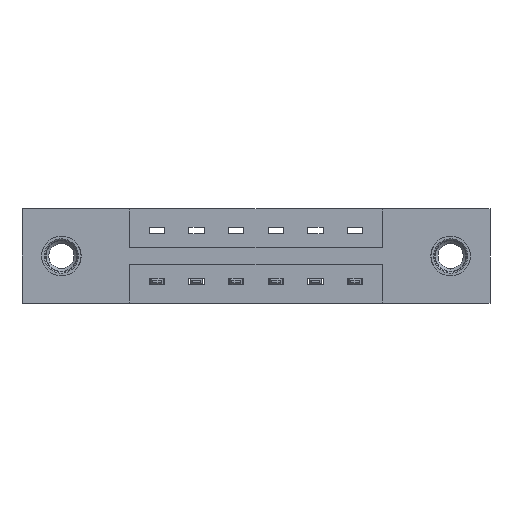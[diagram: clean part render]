
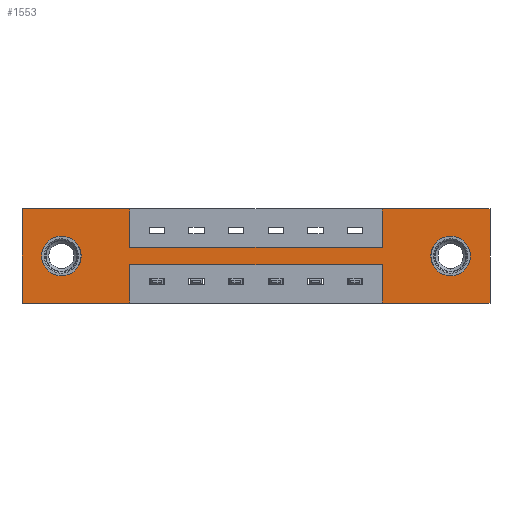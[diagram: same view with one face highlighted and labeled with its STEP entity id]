
A CAD part, front view. The second image highlights one B-rep face of the part: STEP entity #1553.
In plain terms, the highlighted planar face has unit normal (0, -1, 0).
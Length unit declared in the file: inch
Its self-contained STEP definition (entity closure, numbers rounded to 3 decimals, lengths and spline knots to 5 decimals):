
#119 = CARTESIAN_POINT ( 'NONE',  ( 0.425, 0., -0.22 ) ) ;
#193 = CARTESIAN_POINT ( 'NONE',  ( 1.687, 0., -0.263 ) ) ;
#278 = DIRECTION ( 'NONE',  ( 0., 0., -1. ) ) ;
#437 = VERTEX_POINT ( 'NONE', #7471 ) ;
#446 = VERTEX_POINT ( 'NONE', #7451 ) ;
#502 = EDGE_CURVE ( 'NONE', #5460, #5676, #2763, .T. ) ;
#516 = FACE_BOUND ( 'NONE', #2867, .T. ) ;
#557 = ORIENTED_EDGE ( 'NONE', *, *, #3486, .T. ) ;
#590 = EDGE_CURVE ( 'NONE', #4775, #5242, #8209, .T. ) ;
#606 = DIRECTION ( 'NONE',  ( 0., 0., -1. ) ) ;
#619 = CARTESIAN_POINT ( 'NONE',  ( 0.155, 0., -0.185 ) ) ;
#637 = CARTESIAN_POINT ( 'NONE',  ( 0., 0., 0. ) ) ;
#674 = DIRECTION ( 'NONE',  ( 0., 0., 1. ) ) ;
#742 = LINE ( 'NONE', #2463, #3208 ) ;
#749 = CARTESIAN_POINT ( 'NONE',  ( 1.417, 0., -0.22 ) ) ;
#892 = CARTESIAN_POINT ( 'NONE',  ( 0., 0., 0. ) ) ;
#1001 = DIRECTION ( 'NONE',  ( 0., 0., -1. ) ) ;
#1069 = ORIENTED_EDGE ( 'NONE', *, *, #1275, .F. ) ;
#1223 = CARTESIAN_POINT ( 'NONE',  ( 0., 0., -0.37 ) ) ;
#1241 = VERTEX_POINT ( 'NONE', #5410 ) ;
#1273 = LINE ( 'NONE', #4581, #9289 ) ;
#1275 = EDGE_CURVE ( 'NONE', #4147, #4265, #6801, .T. ) ;
#1278 = CIRCLE ( 'NONE', #8243, 0.078 ) ;
#1384 = CARTESIAN_POINT ( 'NONE',  ( 0.425, 0., -0.22 ) ) ;
#1393 = ORIENTED_EDGE ( 'NONE', *, *, #6116, .F. ) ;
#1396 = CARTESIAN_POINT ( 'NONE',  ( 1.417, 0., -0.37 ) ) ;
#1452 = DIRECTION ( 'NONE',  ( 0., 0., 1. ) ) ;
#1510 = AXIS2_PLACEMENT_3D ( 'NONE', #9957, #5534, #674 ) ;
#1519 = ORIENTED_EDGE ( 'NONE', *, *, #9278, .F. ) ;
#1539 = ORIENTED_EDGE ( 'NONE', *, *, #4364, .F. ) ;
#1553 = ADVANCED_FACE ( 'NONE', ( #6672, #516, #2494 ), #8260, .T. ) ;
#1714 = CIRCLE ( 'NONE', #6981, 0.078 ) ;
#1979 = ORIENTED_EDGE ( 'NONE', *, *, #6959, .T. ) ;
#1997 = CARTESIAN_POINT ( 'NONE',  ( 0.155, 0., -0.107 ) ) ;
#2001 = VERTEX_POINT ( 'NONE', #7384 ) ;
#2068 = CARTESIAN_POINT ( 'NONE',  ( 0., 0., -0.37 ) ) ;
#2392 = CARTESIAN_POINT ( 'NONE',  ( 1.842, 0., 0. ) ) ;
#2399 = EDGE_CURVE ( 'NONE', #4265, #8453, #7037, .T. ) ;
#2452 = VERTEX_POINT ( 'NONE', #4702 ) ;
#2457 = ORIENTED_EDGE ( 'NONE', *, *, #6296, .F. ) ;
#2463 = CARTESIAN_POINT ( 'NONE',  ( 1.417, 0., 0. ) ) ;
#2494 = FACE_OUTER_BOUND ( 'NONE', #3402, .T. ) ;
#2570 = ORIENTED_EDGE ( 'NONE', *, *, #502, .F. ) ;
#2574 = DIRECTION ( 'NONE',  ( 0., 0., 1. ) ) ;
#2649 = ORIENTED_EDGE ( 'NONE', *, *, #590, .F. ) ;
#2732 = LINE ( 'NONE', #2068, #6911 ) ;
#2763 = LINE ( 'NONE', #1223, #8892 ) ;
#2804 = ORIENTED_EDGE ( 'NONE', *, *, #9688, .T. ) ;
#2867 = EDGE_LOOP ( 'NONE', ( #3797, #1979 ) ) ;
#2897 = DIRECTION ( 'NONE',  ( -1., 0., 0. ) ) ;
#3066 = DIRECTION ( 'NONE',  ( 0., 0., 1. ) ) ;
#3208 = VECTOR ( 'NONE', #7169, 39.37008 ) ;
#3262 = CARTESIAN_POINT ( 'NONE',  ( 0., 0., 0. ) ) ;
#3402 = EDGE_LOOP ( 'NONE', ( #8040, #1069, #1519, #2570, #1539, #9059, #7067, #4586, #2457, #2649, #5408, #1393 ) ) ;
#3486 = EDGE_CURVE ( 'NONE', #5769, #8031, #1278, .T. ) ;
#3797 = ORIENTED_EDGE ( 'NONE', *, *, #9966, .T. ) ;
#4015 = CIRCLE ( 'NONE', #7663, 0.078 ) ;
#4066 = AXIS2_PLACEMENT_3D ( 'NONE', #7753, #9876, #9857 ) ;
#4147 = VERTEX_POINT ( 'NONE', #749 ) ;
#4157 = LINE ( 'NONE', #892, #6003 ) ;
#4265 = VERTEX_POINT ( 'NONE', #1384 ) ;
#4364 = EDGE_CURVE ( 'NONE', #1241, #5460, #9341, .T. ) ;
#4581 = CARTESIAN_POINT ( 'NONE',  ( 0.425, 0., -0.15 ) ) ;
#4586 = ORIENTED_EDGE ( 'NONE', *, *, #6825, .F. ) ;
#4702 = CARTESIAN_POINT ( 'NONE',  ( 1.417, 0., 0. ) ) ;
#4775 = VERTEX_POINT ( 'NONE', #637 ) ;
#4910 = EDGE_CURVE ( 'NONE', #2452, #1241, #6203, .T. ) ;
#5007 = VECTOR ( 'NONE', #1001, 39.37008 ) ;
#5043 = EDGE_LOOP ( 'NONE', ( #557, #2804 ) ) ;
#5129 = DIRECTION ( 'NONE',  ( 0., 1., 0. ) ) ;
#5189 = DIRECTION ( 'NONE',  ( 0., 1., 0. ) ) ;
#5242 = VERTEX_POINT ( 'NONE', #9715 ) ;
#5408 = ORIENTED_EDGE ( 'NONE', *, *, #8921, .F. ) ;
#5410 = CARTESIAN_POINT ( 'NONE',  ( 1.842, 0., 0. ) ) ;
#5460 = VERTEX_POINT ( 'NONE', #5589 ) ;
#5534 = DIRECTION ( 'NONE',  ( 0., 1., 0. ) ) ;
#5589 = CARTESIAN_POINT ( 'NONE',  ( 1.842, 0., -0.37 ) ) ;
#5676 = VERTEX_POINT ( 'NONE', #8819 ) ;
#5769 = VERTEX_POINT ( 'NONE', #8598 ) ;
#6003 = VECTOR ( 'NONE', #2574, 39.37008 ) ;
#6116 = EDGE_CURVE ( 'NONE', #8453, #446, #2732, .T. ) ;
#6149 = DIRECTION ( 'NONE',  ( 0., 0., -1. ) ) ;
#6203 = LINE ( 'NONE', #3262, #8206 ) ;
#6206 = VECTOR ( 'NONE', #9486, 39.37008 ) ;
#6237 = DIRECTION ( 'NONE',  ( 0., 1., 0. ) ) ;
#6296 = EDGE_CURVE ( 'NONE', #5242, #9660, #7254, .T. ) ;
#6348 = DIRECTION ( 'NONE',  ( 0., 0., -1. ) ) ;
#6520 = CARTESIAN_POINT ( 'NONE',  ( 0.425, 0., -0.37 ) ) ;
#6602 = VECTOR ( 'NONE', #3066, 39.37008 ) ;
#6672 = FACE_BOUND ( 'NONE', #5043, .T. ) ;
#6801 = LINE ( 'NONE', #119, #8544 ) ;
#6825 = EDGE_CURVE ( 'NONE', #9660, #437, #1273, .T. ) ;
#6850 = LINE ( 'NONE', #1396, #6602 ) ;
#6911 = VECTOR ( 'NONE', #7564, 39.37008 ) ;
#6959 = EDGE_CURVE ( 'NONE', #2001, #8146, #8392, .T. ) ;
#6981 = AXIS2_PLACEMENT_3D ( 'NONE', #619, #6237, #1452 ) ;
#7037 = LINE ( 'NONE', #6520, #5007 ) ;
#7067 = ORIENTED_EDGE ( 'NONE', *, *, #7324, .F. ) ;
#7115 = DIRECTION ( 'NONE',  ( -1., 0., 0. ) ) ;
#7169 = DIRECTION ( 'NONE',  ( 0., 0., 1. ) ) ;
#7254 = LINE ( 'NONE', #9902, #7487 ) ;
#7324 = EDGE_CURVE ( 'NONE', #437, #2452, #742, .T. ) ;
#7384 = CARTESIAN_POINT ( 'NONE',  ( 0.155, 0., -0.263 ) ) ;
#7413 = VECTOR ( 'NONE', #6348, 39.37008 ) ;
#7451 = CARTESIAN_POINT ( 'NONE',  ( 0., 0., -0.37 ) ) ;
#7471 = CARTESIAN_POINT ( 'NONE',  ( 1.417, 0., -0.15 ) ) ;
#7487 = VECTOR ( 'NONE', #606, 39.37008 ) ;
#7564 = DIRECTION ( 'NONE',  ( -1., 0., 0. ) ) ;
#7663 = AXIS2_PLACEMENT_3D ( 'NONE', #9616, #5189, #278 ) ;
#7686 = CARTESIAN_POINT ( 'NONE',  ( 0., 0., 0. ) ) ;
#7753 = CARTESIAN_POINT ( 'NONE',  ( 0., 0., -0.37 ) ) ;
#7898 = DIRECTION ( 'NONE',  ( 1., 0., 0. ) ) ;
#8031 = VERTEX_POINT ( 'NONE', #193 ) ;
#8040 = ORIENTED_EDGE ( 'NONE', *, *, #2399, .F. ) ;
#8146 = VERTEX_POINT ( 'NONE', #1997 ) ;
#8206 = VECTOR ( 'NONE', #7898, 39.37008 ) ;
#8209 = LINE ( 'NONE', #7686, #6206 ) ;
#8243 = AXIS2_PLACEMENT_3D ( 'NONE', #9901, #5129, #6149 ) ;
#8260 = PLANE ( 'NONE',  #4066 ) ;
#8392 = CIRCLE ( 'NONE', #1510, 0.078 ) ;
#8453 = VERTEX_POINT ( 'NONE', #8617 ) ;
#8544 = VECTOR ( 'NONE', #7115, 39.37008 ) ;
#8598 = CARTESIAN_POINT ( 'NONE',  ( 1.687, 0., -0.107 ) ) ;
#8617 = CARTESIAN_POINT ( 'NONE',  ( 0.425, 0., -0.37 ) ) ;
#8819 = CARTESIAN_POINT ( 'NONE',  ( 1.417, 0., -0.37 ) ) ;
#8892 = VECTOR ( 'NONE', #2897, 39.37008 ) ;
#8921 = EDGE_CURVE ( 'NONE', #446, #4775, #4157, .T. ) ;
#9059 = ORIENTED_EDGE ( 'NONE', *, *, #4910, .F. ) ;
#9278 = EDGE_CURVE ( 'NONE', #5676, #4147, #6850, .T. ) ;
#9289 = VECTOR ( 'NONE', #9793, 39.37008 ) ;
#9341 = LINE ( 'NONE', #2392, #7413 ) ;
#9486 = DIRECTION ( 'NONE',  ( 1., 0., 0. ) ) ;
#9557 = CARTESIAN_POINT ( 'NONE',  ( 0.425, 0., -0.15 ) ) ;
#9616 = CARTESIAN_POINT ( 'NONE',  ( 1.687, 0., -0.185 ) ) ;
#9660 = VERTEX_POINT ( 'NONE', #9557 ) ;
#9688 = EDGE_CURVE ( 'NONE', #8031, #5769, #4015, .T. ) ;
#9715 = CARTESIAN_POINT ( 'NONE',  ( 0.425, 0., 0. ) ) ;
#9793 = DIRECTION ( 'NONE',  ( 1., 0., 0. ) ) ;
#9857 = DIRECTION ( 'NONE',  ( 0., 0., -1. ) ) ;
#9876 = DIRECTION ( 'NONE',  ( 0., -1., 0. ) ) ;
#9901 = CARTESIAN_POINT ( 'NONE',  ( 1.687, 0., -0.185 ) ) ;
#9902 = CARTESIAN_POINT ( 'NONE',  ( 0.425, 0., 0. ) ) ;
#9957 = CARTESIAN_POINT ( 'NONE',  ( 0.155, 0., -0.185 ) ) ;
#9966 = EDGE_CURVE ( 'NONE', #8146, #2001, #1714, .T. ) ;
